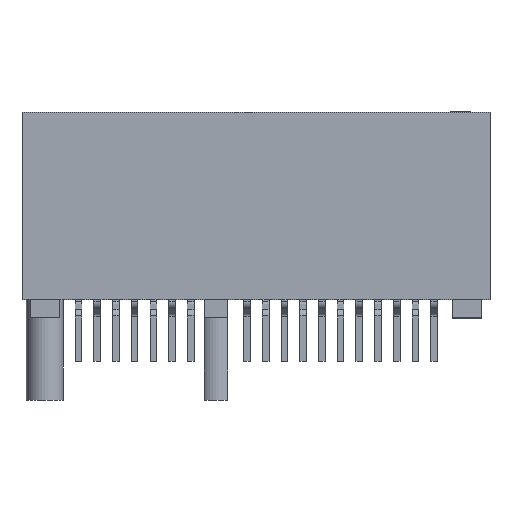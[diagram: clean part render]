
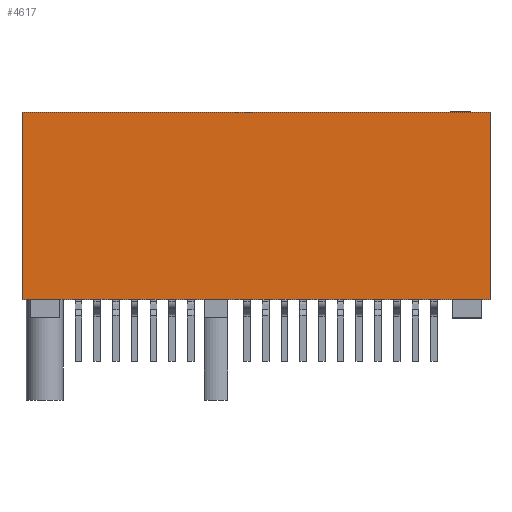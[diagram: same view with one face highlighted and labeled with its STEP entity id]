
A CAD part, top view. The second image highlights one B-rep face of the part: STEP entity #4617.
In plain terms, the highlighted planar face has unit normal (0, 0, 1).
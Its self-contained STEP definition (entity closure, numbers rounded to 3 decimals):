
#4617 = ADVANCED_FACE( '', ( #9339 ), #9340, .T. );
#9339 = FACE_OUTER_BOUND( '', #14099, .T. );
#9340 = PLANE( '', #14100 );
#14099 = EDGE_LOOP( '', ( #29456, #29457, #29458, #29459 ) );
#14100 = AXIS2_PLACEMENT_3D( '', #29460, #29461, #29462 );
#29456 = ORIENTED_EDGE( '', *, *, #36253, .F. );
#29457 = ORIENTED_EDGE( '', *, *, #33895, .F. );
#29458 = ORIENTED_EDGE( '', *, *, #30967, .T. );
#29459 = ORIENTED_EDGE( '', *, *, #32068, .F. );
#29460 = CARTESIAN_POINT( '', ( -12.5, 9.3, 3.65 ) );
#29461 = DIRECTION( '', ( 0., 0., 1. ) );
#29462 = DIRECTION( '', ( 1., 0., 0. ) );
#30967 = EDGE_CURVE( '', #38000, #37998, #38001, .T. );
#32068 = EDGE_CURVE( '', #39920, #37998, #39922, .T. );
#33895 = EDGE_CURVE( '', #38000, #42808, #42810, .T. );
#36253 = EDGE_CURVE( '', #42808, #39920, #45827, .T. );
#37998 = VERTEX_POINT( '', #48151 );
#38000 = VERTEX_POINT( '', #48154 );
#38001 = LINE( '', #48155, #48156 );
#39920 = VERTEX_POINT( '', #50825 );
#39922 = LINE( '', #50828, #50829 );
#42808 = VERTEX_POINT( '', #54930 );
#42810 = LINE( '', #54933, #54934 );
#45827 = LINE( '', #59304, #59305 );
#48151 = CARTESIAN_POINT( '', ( 12.5, 10., 3.65 ) );
#48154 = CARTESIAN_POINT( '', ( 12.5, 0., 3.65 ) );
#48155 = CARTESIAN_POINT( '', ( 12.5, 9.3, 3.65 ) );
#48156 = VECTOR( '', #60537, 1000. );
#50825 = CARTESIAN_POINT( '', ( -12.5, 10., 3.65 ) );
#50828 = CARTESIAN_POINT( '', ( -12.5, 10., 3.65 ) );
#50829 = VECTOR( '', #61817, 1000. );
#54930 = CARTESIAN_POINT( '', ( -12.5, 0., 3.65 ) );
#54933 = CARTESIAN_POINT( '', ( 12.5, 0., 3.65 ) );
#54934 = VECTOR( '', #63859, 1000. );
#59304 = CARTESIAN_POINT( '', ( -12.5, 9.3, 3.65 ) );
#59305 = VECTOR( '', #66098, 1000. );
#60537 = DIRECTION( '', ( 0., 1., 0. ) );
#61817 = DIRECTION( '', ( 1., 0., 0. ) );
#63859 = DIRECTION( '', ( -1., 0., 0. ) );
#66098 = DIRECTION( '', ( 0., 1., 0. ) );
